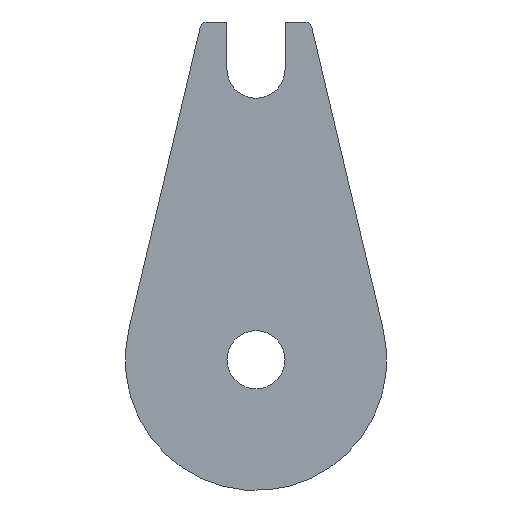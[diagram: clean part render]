
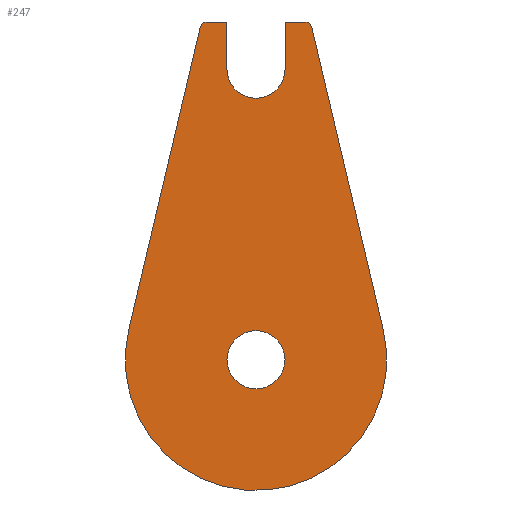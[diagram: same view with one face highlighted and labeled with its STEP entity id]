
A CAD part, front view. The second image highlights one B-rep face of the part: STEP entity #247.
In plain terms, the highlighted planar face has unit normal (0, -1, 0).
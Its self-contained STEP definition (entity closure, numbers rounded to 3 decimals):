
#16=FACE_BOUND('',#52,.T.);
#24=PLANE('',#284);
#37=FACE_OUTER_BOUND('',#51,.T.);
#51=EDGE_LOOP('',(#219,#220,#221,#222,#223,#224,#225,#226,#227,#228));
#52=EDGE_LOOP('',(#229));
#56=LINE('',#374,#79);
#59=LINE('',#380,#82);
#63=LINE('',#392,#86);
#67=LINE('',#404,#90);
#71=LINE('',#416,#94);
#74=LINE('',#421,#97);
#79=VECTOR('',#304,10.);
#82=VECTOR('',#309,10.);
#86=VECTOR('',#321,10.);
#90=VECTOR('',#333,10.);
#94=VECTOR('',#345,10.);
#97=VECTOR('',#350,10.);
#100=CIRCLE('',#264,2.);
#101=CIRCLE('',#266,2.);
#103=CIRCLE('',#271,0.5);
#105=CIRCLE('',#275,9.);
#107=CIRCLE('',#279,0.5);
#110=VERTEX_POINT('',#360);
#111=VERTEX_POINT('',#364);
#112=VERTEX_POINT('',#365);
#115=VERTEX_POINT('',#373);
#117=VERTEX_POINT('',#379);
#119=VERTEX_POINT('',#385);
#121=VERTEX_POINT('',#391);
#123=VERTEX_POINT('',#397);
#125=VERTEX_POINT('',#403);
#127=VERTEX_POINT('',#409);
#129=VERTEX_POINT('',#415);
#133=EDGE_CURVE('',#110,#110,#100,.T.);
#134=EDGE_CURVE('',#111,#112,#101,.T.);
#138=EDGE_CURVE('',#112,#115,#56,.T.);
#141=EDGE_CURVE('',#115,#117,#59,.T.);
#144=EDGE_CURVE('',#119,#117,#103,.T.);
#147=EDGE_CURVE('',#119,#121,#63,.T.);
#150=EDGE_CURVE('',#123,#121,#105,.T.);
#153=EDGE_CURVE('',#125,#123,#67,.T.);
#156=EDGE_CURVE('',#127,#125,#107,.T.);
#159=EDGE_CURVE('',#129,#127,#71,.T.);
#162=EDGE_CURVE('',#111,#129,#74,.T.);
#219=ORIENTED_EDGE('',*,*,#162,.F.);
#220=ORIENTED_EDGE('',*,*,#134,.T.);
#221=ORIENTED_EDGE('',*,*,#138,.T.);
#222=ORIENTED_EDGE('',*,*,#141,.T.);
#223=ORIENTED_EDGE('',*,*,#144,.F.);
#224=ORIENTED_EDGE('',*,*,#147,.T.);
#225=ORIENTED_EDGE('',*,*,#150,.F.);
#226=ORIENTED_EDGE('',*,*,#153,.F.);
#227=ORIENTED_EDGE('',*,*,#156,.F.);
#228=ORIENTED_EDGE('',*,*,#159,.F.);
#229=ORIENTED_EDGE('',*,*,#133,.F.);
#247=ADVANCED_FACE('',(#37,#16),#24,.F.);
#264=AXIS2_PLACEMENT_3D('',#362,#292,#293);
#266=AXIS2_PLACEMENT_3D('',#366,#296,#297);
#271=AXIS2_PLACEMENT_3D('',#386,#314,#315);
#275=AXIS2_PLACEMENT_3D('',#398,#326,#327);
#279=AXIS2_PLACEMENT_3D('',#410,#338,#339);
#284=AXIS2_PLACEMENT_3D('',#424,#354,#355);
#292=DIRECTION('center_axis',(0.,-1.,0.));
#293=DIRECTION('ref_axis',(1.,0.,0.));
#296=DIRECTION('center_axis',(0.,1.,0.));
#297=DIRECTION('ref_axis',(1.,0.,0.));
#304=DIRECTION('',(0.,0.,1.));
#309=DIRECTION('',(-1.,0.,0.));
#314=DIRECTION('center_axis',(0.,1.,0.));
#315=DIRECTION('ref_axis',(-0.973,0.,0.23));
#321=DIRECTION('',(-0.23,0.,-0.973));
#326=DIRECTION('center_axis',(0.,1.,0.));
#327=DIRECTION('ref_axis',(1.,0.,0.));
#333=DIRECTION('',(0.23,0.,-0.973));
#338=DIRECTION('center_axis',(0.,1.,0.));
#339=DIRECTION('ref_axis',(0.,0.,1.));
#345=DIRECTION('',(1.,0.,0.));
#350=DIRECTION('',(0.,0.,1.));
#354=DIRECTION('center_axis',(0.,1.,0.));
#355=DIRECTION('ref_axis',(1.,0.,0.));
#360=CARTESIAN_POINT('',(-2.,0.,0.));
#362=CARTESIAN_POINT('Origin',(0.,0.,0.));
#364=CARTESIAN_POINT('',(2.,0.,20.));
#365=CARTESIAN_POINT('',(-2.,0.,20.));
#366=CARTESIAN_POINT('Origin',(0.,0.,20.));
#373=CARTESIAN_POINT('',(-2.,0.,23.25));
#374=CARTESIAN_POINT('',(-2.,0.,20.));
#379=CARTESIAN_POINT('',(-3.354,0.,23.25));
#380=CARTESIAN_POINT('',(-2.,0.,23.25));
#385=CARTESIAN_POINT('',(-3.841,0.,22.865));
#386=CARTESIAN_POINT('Origin',(-3.354,0.,22.75));
#391=CARTESIAN_POINT('',(-8.758,0.,2.071));
#392=CARTESIAN_POINT('',(-3.841,0.,22.865));
#397=CARTESIAN_POINT('',(8.758,0.,2.071));
#398=CARTESIAN_POINT('Origin',(0.,0.,0.));
#403=CARTESIAN_POINT('',(3.841,0.,22.865));
#404=CARTESIAN_POINT('',(3.841,0.,22.865));
#409=CARTESIAN_POINT('',(3.354,0.,23.25));
#410=CARTESIAN_POINT('Origin',(3.354,0.,22.75));
#415=CARTESIAN_POINT('',(2.,0.,23.25));
#416=CARTESIAN_POINT('',(2.,0.,23.25));
#421=CARTESIAN_POINT('',(2.,0.,20.));
#424=CARTESIAN_POINT('Origin',(0.,0.,7.125));
